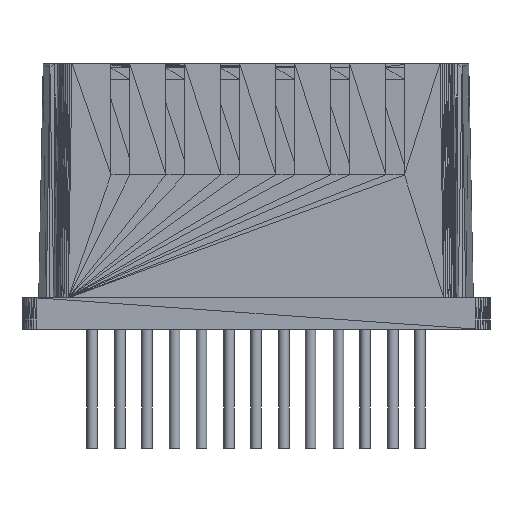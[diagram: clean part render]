
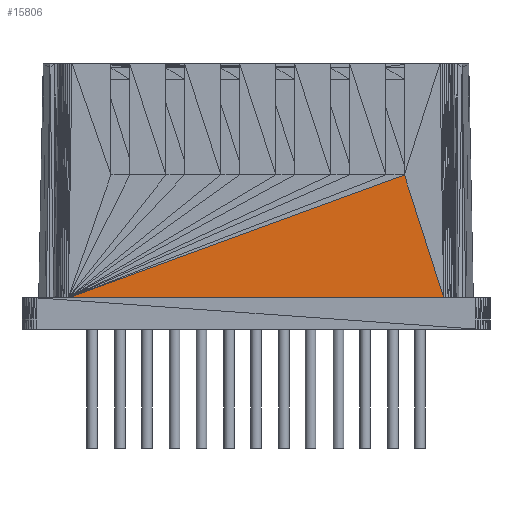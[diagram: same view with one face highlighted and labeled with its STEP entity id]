
A CAD part, front view. The second image highlights one B-rep face of the part: STEP entity #15806.
In plain terms, the highlighted planar face has unit normal (0, -1, 0.018).
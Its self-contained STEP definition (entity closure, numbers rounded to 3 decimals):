
#10223 = VERTEX_POINT('',#10224);
#10224 = CARTESIAN_POINT('',(9.97,-5.62,
    15.354));
#12237 = VERTEX_POINT('',#12238);
#12238 = CARTESIAN_POINT('',(-12.608,-5.764,
    7.096));
#12443 = EDGE_CURVE('',#12444,#12237,#12446,.T.);
#12444 = VERTEX_POINT('',#12445);
#12445 = CARTESIAN_POINT('',(12.608,-5.764,
    7.096));
#12446 = LINE('',#12447,#12448);
#12447 = CARTESIAN_POINT('',(12.608,-5.764,
    7.096));
#12448 = VECTOR('',#12449,1.);
#12449 = DIRECTION('',(-1.,0.,0.));
#15806 = ADVANCED_FACE('',(#15807),#15822,.T.);
#15807 = FACE_BOUND('',#15808,.T.);
#15808 = EDGE_LOOP('',(#15809,#15810,#15816));
#15809 = ORIENTED_EDGE('',*,*,#12443,.F.);
#15810 = ORIENTED_EDGE('',*,*,#15811,.T.);
#15811 = EDGE_CURVE('',#12444,#10223,#15812,.T.);
#15812 = LINE('',#15813,#15814);
#15813 = CARTESIAN_POINT('',(12.608,-5.764,
    7.096));
#15814 = VECTOR('',#15815,1.);
#15815 = DIRECTION('',(-0.304,0.017,0.952)
  );
#15816 = ORIENTED_EDGE('',*,*,#15817,.T.);
#15817 = EDGE_CURVE('',#10223,#12237,#15818,.T.);
#15818 = LINE('',#15819,#15820);
#15819 = CARTESIAN_POINT('',(9.97,-5.62,
    15.354));
#15820 = VECTOR('',#15821,1.);
#15821 = DIRECTION('',(-0.939,-0.006,
    -0.343));
#15822 = PLANE('',#15823);
#15823 = AXIS2_PLACEMENT_3D('',#15824,#15825,#15826);
#15824 = CARTESIAN_POINT('',(1.142,-5.723,
    9.428));
#15825 = DIRECTION('',(0.,-1.,
    0.017));
#15826 = DIRECTION('',(0.,-0.017,
    -1.));
